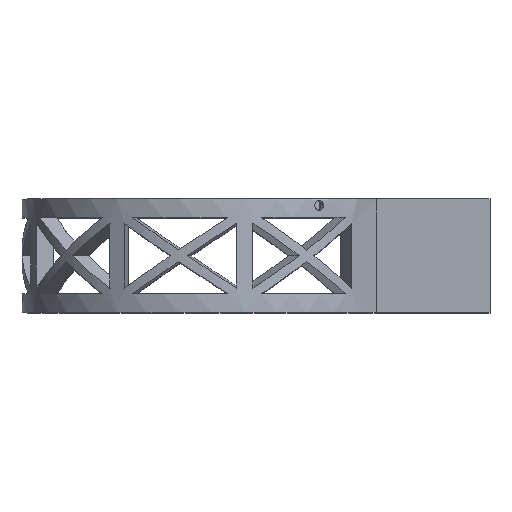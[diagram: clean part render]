
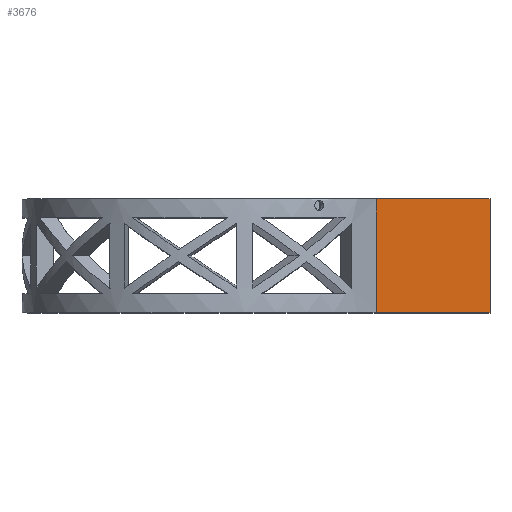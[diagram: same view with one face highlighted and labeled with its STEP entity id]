
A CAD part, top view. The second image highlights one B-rep face of the part: STEP entity #3676.
In plain terms, the highlighted planar face has unit normal (0, 0, 1).
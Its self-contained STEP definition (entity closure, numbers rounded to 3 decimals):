
#379=PLANE('',#4067);
#556=FACE_OUTER_BOUND('',#809,.T.);
#809=EDGE_LOOP('',(#3347,#3348,#3349,#3350));
#1146=LINE('',#6345,#1456);
#1162=LINE('',#6374,#1472);
#1163=LINE('',#6377,#1473);
#1164=LINE('',#6378,#1474);
#1456=VECTOR('',#5095,10.);
#1472=VECTOR('',#5125,10.);
#1473=VECTOR('',#5128,10.);
#1474=VECTOR('',#5129,10.);
#1902=VERTEX_POINT('',#6342);
#1903=VERTEX_POINT('',#6344);
#1909=VERTEX_POINT('',#6372);
#1910=VERTEX_POINT('',#6376);
#2408=EDGE_CURVE('',#1902,#1903,#1146,.T.);
#2425=EDGE_CURVE('',#1902,#1909,#1162,.T.);
#2426=EDGE_CURVE('',#1910,#1909,#1163,.T.);
#2427=EDGE_CURVE('',#1903,#1910,#1164,.T.);
#3347=ORIENTED_EDGE('',*,*,#2425,.T.);
#3348=ORIENTED_EDGE('',*,*,#2426,.F.);
#3349=ORIENTED_EDGE('',*,*,#2427,.F.);
#3350=ORIENTED_EDGE('',*,*,#2408,.F.);
#3676=ADVANCED_FACE('',(#556),#379,.T.);
#4067=AXIS2_PLACEMENT_3D('',#6375,#5126,#5127);
#5095=DIRECTION('',(-1.,0.,0.));
#5125=DIRECTION('',(0.,1.,0.));
#5126=DIRECTION('center_axis',(0.,0.,1.));
#5127=DIRECTION('ref_axis',(1.,0.,0.));
#5128=DIRECTION('',(1.,0.,0.));
#5129=DIRECTION('',(0.,1.,0.));
#6342=CARTESIAN_POINT('',(146.603,-10.,50.));
#6344=CARTESIAN_POINT('',(86.603,-10.,50.));
#6345=CARTESIAN_POINT('',(146.603,-10.,50.));
#6372=CARTESIAN_POINT('',(146.603,50.,50.));
#6374=CARTESIAN_POINT('',(146.603,0.,50.));
#6375=CARTESIAN_POINT('Origin',(86.603,0.,50.));
#6376=CARTESIAN_POINT('',(86.603,50.,50.));
#6377=CARTESIAN_POINT('',(146.603,50.,50.));
#6378=CARTESIAN_POINT('',(86.603,0.,50.));
